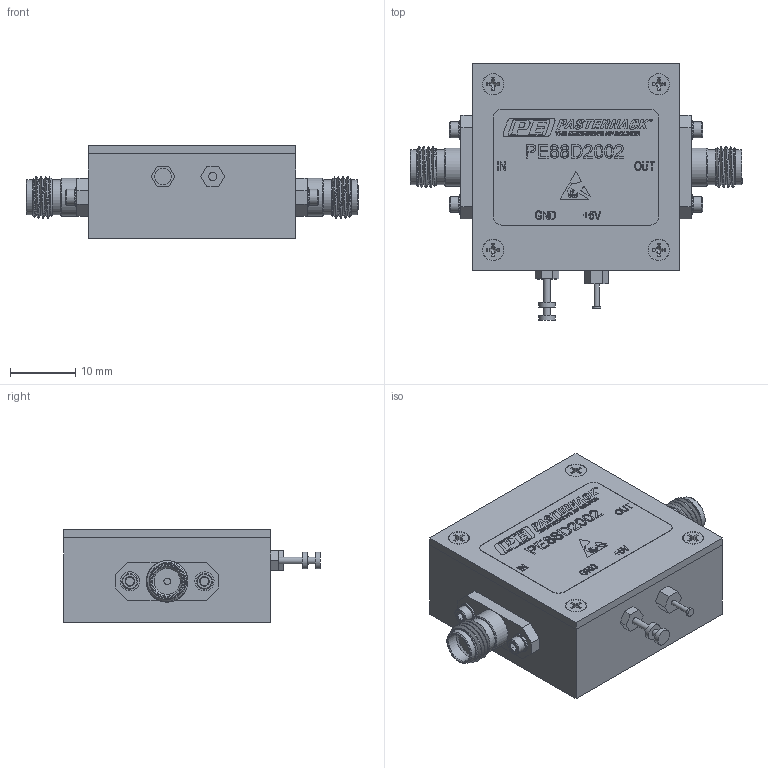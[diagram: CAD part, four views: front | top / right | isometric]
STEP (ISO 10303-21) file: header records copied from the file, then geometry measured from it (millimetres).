
FILE_DESCRIPTION (( 'STEP AP203' ), '1' );
FILE_NAME ('PE88D2002_3D.step', '2021-06-10T21:56:34', ( '' ), ( '' ), 'SwSTEP 2.0', 'SolidWorks 2020', '' );
FILE_SCHEMA (( 'CONFIG_CONTROL_DESIGN' ));
Products named in the file (1): PE88D2002_3D
Bounding box: 50.9 x 39.37 x 14.35 mm (x, y, z)
Volume: 15009.4 mm3; surface area: 5094.5 mm2
Topology: 1 solids, 13 shells, 1284 faces, 3327 edges, 2195 vertices
Faces by surface type: plane 736, bspline 266, cylinder 190, cone 92
Full cylindrical faces by diameter (mm): 0.345 x1, 0.354 x1, 0.762 x1, 1.016 x6, 1.27 x3, 1.524 x12, 1.854 x4, 2.057 x4, 2.261 x4, 2.438 x4, 2.54 x2, 2.845 x4, 2.946 x4, 4.521 x2, 5.08 x2, 5.334 x4, 5.842 x2
Entity records: 57513 total; most frequent: CARTESIAN_POINT 29255, ORIENTED_EDGE 6276, DIRECTION 4734, EDGE_CURVE 3138, VERTEX_POINT 2118, VECTOR 1980, LINE 1980, EDGE_LOOP 1502
